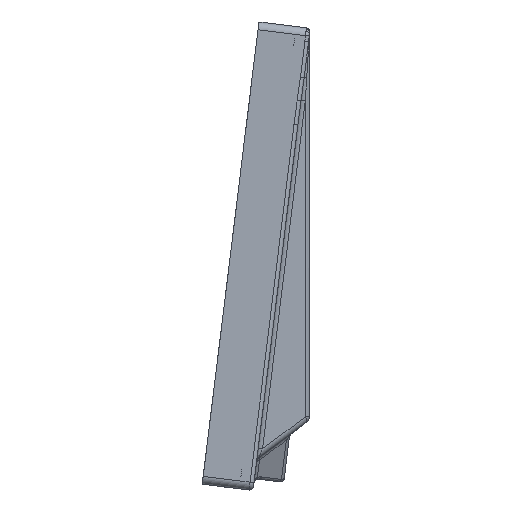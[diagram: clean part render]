
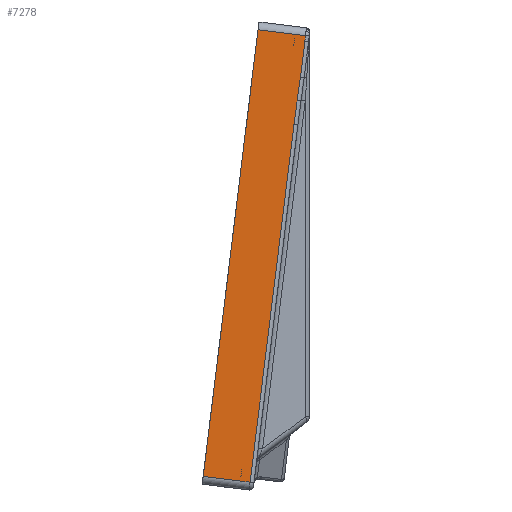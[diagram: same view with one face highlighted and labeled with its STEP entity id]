
A CAD part, left-side view. The second image highlights one B-rep face of the part: STEP entity #7278.
In plain terms, the highlighted planar face has unit normal (-1, 0, 0).
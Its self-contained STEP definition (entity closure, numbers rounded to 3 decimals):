
#264 = CARTESIAN_POINT ( 'NONE',  ( -9., 4.963, 0.609 ) ) ;
#485 = VERTEX_POINT ( 'NONE', #9587 ) ;
#586 = EDGE_CURVE ( 'NONE', #8426, #2075, #3297, .T. ) ;
#821 = EDGE_CURVE ( 'NONE', #1063, #9635, #5598, .T. ) ;
#931 = CARTESIAN_POINT ( 'NONE',  ( -9., -7.795, 4.624 ) ) ;
#1063 = VERTEX_POINT ( 'NONE', #3055 ) ;
#1142 = CARTESIAN_POINT ( 'NONE',  ( -9., -5.559, -12.311 ) ) ;
#1270 = DIRECTION ( 'NONE',  ( 0., 0.993, 0.122 ) ) ;
#1661 = CARTESIAN_POINT ( 'NONE',  ( -9., -7.838, 5.109 ) ) ;
#1945 = CARTESIAN_POINT ( 'NONE',  ( -9., -7.104, -1.404 ) ) ;
#2075 = VERTEX_POINT ( 'NONE', #7677 ) ;
#2081 = EDGE_LOOP ( 'NONE', ( #2110, #6725, #9191, #10098, #2118, #3915, #4563, #5150 ) ) ;
#2110 = ORIENTED_EDGE ( 'NONE', *, *, #586, .T. ) ;
#2118 = ORIENTED_EDGE ( 'NONE', *, *, #3826, .T. ) ;
#2140 = VECTOR ( 'NONE', #3434, 1000. ) ;
#2568 = CARTESIAN_POINT ( 'NONE',  ( -9., -7.661, 3.113 ) ) ;
#2574 = DIRECTION ( 'NONE',  ( 0., -0.122, 0.993 ) ) ;
#2770 = CARTESIAN_POINT ( 'NONE',  ( -9., -6.685, -4.41 ) ) ;
#3055 = CARTESIAN_POINT ( 'NONE',  ( -9., -7.795, 4.624 ) ) ;
#3127 = DIRECTION ( 'NONE',  ( 1., 0., 0. ) ) ;
#3297 =( BOUNDED_CURVE ( )  B_SPLINE_CURVE ( 3, ( #3585, #6789, #1142, #3687 ),
 .UNSPECIFIED., .F., .T. ) 
 B_SPLINE_CURVE_WITH_KNOTS ( ( 4, 4 ),
 ( 4.712, 4.902 ),
 .UNSPECIFIED. ) 
 CURVE ( )  GEOMETRIC_REPRESENTATION_ITEM ( )  RATIONAL_B_SPLINE_CURVE ( ( 1., 0.997, 0.997, 1. ) ) 
 REPRESENTATION_ITEM ( '' )  );
#3393 = CARTESIAN_POINT ( 'NONE',  ( -9., -7.485, 1.606 ) ) ;
#3434 = DIRECTION ( 'NONE',  ( 0., -0.122, 0.993 ) ) ;
#3555 = LINE ( 'NONE', #6714, #8971 ) ;
#3580 = B_SPLINE_CURVE_WITH_KNOTS ( 'NONE', 3,
 ( #6493, #9651, #1945, #3393, #2568, #7333 ),
 .UNSPECIFIED., .F., .F.,
 ( 4, 2, 4 ),
 ( 0., 0.005, 0.009 ),
 .UNSPECIFIED. ) ;
#3585 = CARTESIAN_POINT ( 'NONE',  ( -9., -5.029, -16.484 ) ) ;
#3687 = CARTESIAN_POINT ( 'NONE',  ( -9., -5.847, -10.261 ) ) ;
#3826 = EDGE_CURVE ( 'NONE', #9635, #4961, #3555, .T. ) ;
#3915 = ORIENTED_EDGE ( 'NONE', *, *, #6847, .F. ) ;
#3959 = VECTOR ( 'NONE', #7295, 1000. ) ;
#3969 = CARTESIAN_POINT ( 'NONE',  ( -9., -7.911, 6.081 ) ) ;
#4298 = EDGE_CURVE ( 'NONE', #2075, #485, #6912, .T. ) ;
#4328 = LINE ( 'NONE', #6717, #3959 ) ;
#4414 = CARTESIAN_POINT ( 'NONE',  ( -9., -6.407, -6.36 ) ) ;
#4563 = ORIENTED_EDGE ( 'NONE', *, *, #4933, .T. ) ;
#4716 = VECTOR ( 'NONE', #2574, 1000. ) ;
#4933 = EDGE_CURVE ( 'NONE', #9009, #7743, #4328, .T. ) ;
#4961 = VERTEX_POINT ( 'NONE', #8886 ) ;
#5150 = ORIENTED_EDGE ( 'NONE', *, *, #8201, .T. ) ;
#5598 = B_SPLINE_CURVE_WITH_KNOTS ( 'NONE', 3,
 ( #931, #1661, #6464, #7984 ),
 .UNSPECIFIED., .F., .F.,
 ( 4, 4 ),
 ( 0., 0.001 ),
 .UNSPECIFIED. ) ;
#5779 = AXIS2_PLACEMENT_3D ( 'NONE', #10199, #3127, #6327 ) ;
#6327 = DIRECTION ( 'NONE',  ( 0., 0., -1. ) ) ;
#6410 = CARTESIAN_POINT ( 'NONE',  ( -9., 6.125, -107.32 ) ) ;
#6464 = CARTESIAN_POINT ( 'NONE',  ( -9., -7.877, 5.595 ) ) ;
#6493 = CARTESIAN_POINT ( 'NONE',  ( -9., -6.685, -4.41 ) ) ;
#6500 = EDGE_CURVE ( 'NONE', #485, #1063, #3580, .T. ) ;
#6714 = CARTESIAN_POINT ( 'NONE',  ( -9., 4.11, 7.557 ) ) ;
#6717 = CARTESIAN_POINT ( 'NONE',  ( -9., 5.132, -107.441 ) ) ;
#6725 = ORIENTED_EDGE ( 'NONE', *, *, #4298, .T. ) ;
#6789 = CARTESIAN_POINT ( 'NONE',  ( -9., -5.285, -14.392 ) ) ;
#6847 = EDGE_CURVE ( 'NONE', #9009, #4961, #8194, .T. ) ;
#6851 = CARTESIAN_POINT ( 'NONE',  ( -9., -6.121, -8.31 ) ) ;
#6912 = B_SPLINE_CURVE_WITH_KNOTS ( 'NONE', 3,
 ( #8351, #6851, #4414, #2770 ),
 .UNSPECIFIED., .F., .F.,
 ( 4, 4 ),
 ( 0., 0.006 ),
 .UNSPECIFIED. ) ;
#7049 = FACE_OUTER_BOUND ( 'NONE', #2081, .T. ) ;
#7154 = PLANE ( 'NONE',  #5779 ) ;
#7278 = ADVANCED_FACE ( 'NONE', ( #7049 ), #7154, .F. ) ;
#7295 = DIRECTION ( 'NONE',  ( 0., -0.993, -0.122 ) ) ;
#7333 = CARTESIAN_POINT ( 'NONE',  ( -9., -7.795, 4.624 ) ) ;
#7659 = CARTESIAN_POINT ( 'NONE',  ( -9., 18.035, -105.857 ) ) ;
#7677 = CARTESIAN_POINT ( 'NONE',  ( -9., -5.847, -10.261 ) ) ;
#7743 = VERTEX_POINT ( 'NONE', #6410 ) ;
#7984 = CARTESIAN_POINT ( 'NONE',  ( -9., -7.911, 6.081 ) ) ;
#8194 = LINE ( 'NONE', #264, #2140 ) ;
#8201 = EDGE_CURVE ( 'NONE', #7743, #8426, #9509, .T. ) ;
#8351 = CARTESIAN_POINT ( 'NONE',  ( -9., -5.847, -10.261 ) ) ;
#8426 = VERTEX_POINT ( 'NONE', #8603 ) ;
#8603 = CARTESIAN_POINT ( 'NONE',  ( -9., -5.029, -16.484 ) ) ;
#8878 = CARTESIAN_POINT ( 'NONE',  ( -9., -6.507, -4.443 ) ) ;
#8886 = CARTESIAN_POINT ( 'NONE',  ( -9., 4.11, 7.557 ) ) ;
#8971 = VECTOR ( 'NONE', #1270, 1000. ) ;
#9009 = VERTEX_POINT ( 'NONE', #7659 ) ;
#9191 = ORIENTED_EDGE ( 'NONE', *, *, #6500, .T. ) ;
#9509 = LINE ( 'NONE', #8878, #4716 ) ;
#9587 = CARTESIAN_POINT ( 'NONE',  ( -9., -6.685, -4.41 ) ) ;
#9635 = VERTEX_POINT ( 'NONE', #3969 ) ;
#9651 = CARTESIAN_POINT ( 'NONE',  ( -9., -6.898, -2.907 ) ) ;
#10098 = ORIENTED_EDGE ( 'NONE', *, *, #821, .T. ) ;
#10199 = CARTESIAN_POINT ( 'NONE',  ( -9., 4.963, 0.609 ) ) ;
